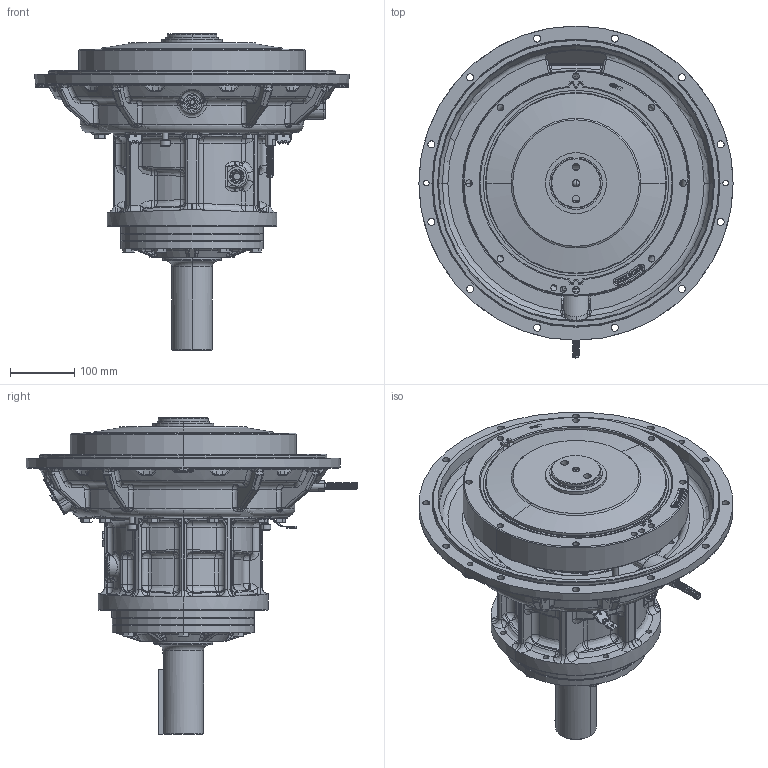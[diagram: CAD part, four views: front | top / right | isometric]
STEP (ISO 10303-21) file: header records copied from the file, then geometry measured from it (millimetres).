
FILE_DESCRIPTION (( 'STEP AP214' ), '1' );
FILE_NAME ('PX1030519E.step', '2024-08-29T01:42:19', ( '' ), ( '' ), 'SwSTEP 2.0', 'SolidWorks 2021', '' );
FILE_SCHEMA (( 'AUTOMOTIVE_DESIGN' ));
Length unit declared in the file: millimetre
Products named in the file (1): PX1030519E
Bounding box: 490.05 x 517.55 x 494.2 mm (x, y, z)
Surface area: 1194056.5 mm2 (no closed solid volume)
Topology: 0 solids, 138 shells, 2470 faces, 8100 edges, 5594 vertices
Faces by surface type: bspline 701, cylinder 691, plane 578, torus 215, cone 189, sphere 96
Entity records: 167507 total; most frequent: CARTESIAN_POINT 77912, ORIENTED_EDGE 13118, DIRECTION 11384, EDGE_CURVE 8032, VERTEX_POINT 5591, AXIS2_PLACEMENT_3D 4437, EDGE_LOOP 2711, CIRCLE 2667
